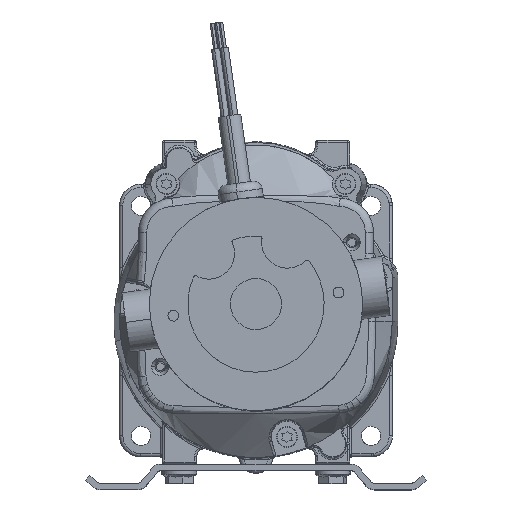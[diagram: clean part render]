
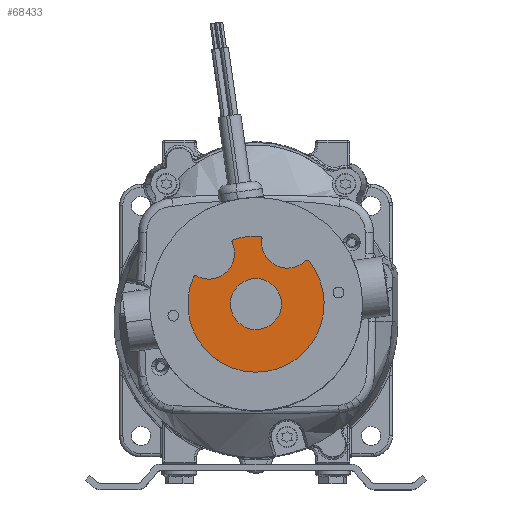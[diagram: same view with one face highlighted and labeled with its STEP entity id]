
A CAD part, top view. The second image highlights one B-rep face of the part: STEP entity #68433.
In plain terms, the highlighted planar face has unit normal (0, 0, 1).
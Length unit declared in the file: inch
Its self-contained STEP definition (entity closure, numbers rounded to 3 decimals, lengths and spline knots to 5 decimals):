
#494 = VERTEX_POINT ( 'NONE', #18106 ) ;
#599 = DIRECTION ( 'NONE',  ( 0., 0., 1. ) ) ;
#2225 = EDGE_CURVE ( 'NONE', #23412, #49947, #75653, .T. ) ;
#2424 = VERTEX_POINT ( 'NONE', #54680 ) ;
#2982 = CIRCLE ( 'NONE', #36837, 1. ) ;
#4471 = CARTESIAN_POINT ( 'NONE',  ( -0.90224, 0.44873, 4.48 ) ) ;
#4811 = EDGE_CURVE ( 'NONE', #43027, #33703, #16845, .T. ) ;
#5563 = DIRECTION ( 'NONE',  ( -0.139, 0.99, 0. ) ) ;
#5718 = EDGE_CURVE ( 'NONE', #2424, #7409, #54137, .T. ) ;
#6045 = FACE_BOUND ( 'NONE', #34055, .T. ) ;
#6258 = DIRECTION ( 'NONE',  ( -0.139, 0.99, 0. ) ) ;
#6536 = AXIS2_PLACEMENT_3D ( 'NONE', #88257, #62392, #72419 ) ;
#7106 = VERTEX_POINT ( 'NONE', #22868 ) ;
#7340 = CARTESIAN_POINT ( 'NONE',  ( -0.64782, 0.40149, 4.48 ) ) ;
#7409 = VERTEX_POINT ( 'NONE', #50829 ) ;
#8365 = AXIS2_PLACEMENT_3D ( 'NONE', #86104, #101457, #6258 ) ;
#8493 = AXIS2_PLACEMENT_3D ( 'NONE', #87496, #22512, #5563 ) ;
#8972 = DIRECTION ( 'NONE',  ( 0., 0., -1. ) ) ;
#9348 = DIRECTION ( 'NONE',  ( 0., 0., 1. ) ) ;
#9617 = DIRECTION ( 'NONE',  ( 0.139, -0.99, 0. ) ) ;
#10938 = ORIENTED_EDGE ( 'NONE', *, *, #88983, .T. ) ;
#11472 = VERTEX_POINT ( 'NONE', #95303 ) ;
#11614 = CIRCLE ( 'NONE', #6536, 0.375 ) ;
#12731 = CARTESIAN_POINT ( 'NONE',  ( 0.50523, 0.56335, 4.48 ) ) ;
#13293 = ORIENTED_EDGE ( 'NONE', *, *, #18662, .F. ) ;
#13593 = DIRECTION ( 'NONE',  ( -0.139, 0.99, 0. ) ) ;
#14143 = EDGE_CURVE ( 'NONE', #494, #80889, #17902, .T. ) ;
#15875 = DIRECTION ( 'NONE',  ( 0.139, -0.99, 0. ) ) ;
#16845 = CIRCLE ( 'NONE', #8365, 0.03 ) ;
#17058 = AXIS2_PLACEMENT_3D ( 'NONE', #40840, #599, #9617 ) ;
#17902 = CIRCLE ( 'NONE', #77024, 1. ) ;
#18106 = CARTESIAN_POINT ( 'NONE',  ( 0.13081, -0.95732, 4.48 ) ) ;
#18662 = EDGE_CURVE ( 'NONE', #39781, #494, #68947, .T. ) ;
#19436 = DIRECTION ( 'NONE',  ( 0.139, -0.99, 0. ) ) ;
#19498 = EDGE_CURVE ( 'NONE', #11472, #72338, #53185, .T. ) ;
#21399 = ORIENTED_EDGE ( 'NONE', *, *, #29124, .T. ) ;
#21455 = FACE_OUTER_BOUND ( 'NONE', #39252, .T. ) ;
#22045 = EDGE_CURVE ( 'NONE', #36921, #43027, #84816, .T. ) ;
#22512 = DIRECTION ( 'NONE',  ( 0., 0., 1. ) ) ;
#22868 = CARTESIAN_POINT ( 'NONE',  ( -0.34092, 0.97599, 4.48 ) ) ;
#22886 = CARTESIAN_POINT ( 'NONE',  ( -0.00821, 0.03297, 4.48 ) ) ;
#23412 = VERTEX_POINT ( 'NONE', #65399 ) ;
#24601 = EDGE_CURVE ( 'NONE', #25695, #36921, #82164, .T. ) ;
#24888 = AXIS2_PLACEMENT_3D ( 'NONE', #73889, #9348, #58549 ) ;
#25695 = VERTEX_POINT ( 'NONE', #66813 ) ;
#26615 = CIRCLE ( 'NONE', #24888, 0.03 ) ;
#26679 = EDGE_CURVE ( 'NONE', #7106, #33703, #2982, .T. ) ;
#29124 = EDGE_CURVE ( 'NONE', #39781, #25695, #64387, .T. ) ;
#32535 = EDGE_CURVE ( 'NONE', #49947, #11472, #85462, .T. ) ;
#33385 = CARTESIAN_POINT ( 'NONE',  ( -0.92559, 0.43096, 4.48 ) ) ;
#33703 = VERTEX_POINT ( 'NONE', #74559 ) ;
#34055 = EDGE_LOOP ( 'NONE', ( #10938, #58457 ) ) ;
#35737 = DIRECTION ( 'NONE',  ( 0., 0., -1. ) ) ;
#36040 = ORIENTED_EDGE ( 'NONE', *, *, #24601, .T. ) ;
#36837 = AXIS2_PLACEMENT_3D ( 'NONE', #22886, #38735, #39257 ) ;
#36921 = VERTEX_POINT ( 'NONE', #12731 ) ;
#37002 = DIRECTION ( 'NONE',  ( 0., 0., -1. ) ) ;
#38233 = ORIENTED_EDGE ( 'NONE', *, *, #98584, .T. ) ;
#38735 = DIRECTION ( 'NONE',  ( 0., 0., -1. ) ) ;
#38950 = DIRECTION ( 'NONE',  ( 0., 0., 1. ) ) ;
#39252 = EDGE_LOOP ( 'NONE', ( #54051, #54487, #46669, #76744, #13293, #21399, #36040, #75755, #76625, #70125, #38233, #88568 ) ) ;
#39257 = DIRECTION ( 'NONE',  ( 0.139, -0.99, 0. ) ) ;
#39781 = VERTEX_POINT ( 'NONE', #96598 ) ;
#40840 = CARTESIAN_POINT ( 'NONE',  ( 0.74098, 0.6491, 4.48 ) ) ;
#43027 = VERTEX_POINT ( 'NONE', #75644 ) ;
#44006 = CIRCLE ( 'NONE', #8493, 0.03 ) ;
#44935 = AXIS2_PLACEMENT_3D ( 'NONE', #64003, #8972, #15875 ) ;
#46669 = ORIENTED_EDGE ( 'NONE', *, *, #57490, .T. ) ;
#46969 = AXIS2_PLACEMENT_3D ( 'NONE', #51043, #92791, #52640 ) ;
#49947 = VERTEX_POINT ( 'NONE', #7340 ) ;
#50537 = CARTESIAN_POINT ( 'NONE',  ( -0.00821, 0.03297, 4.48 ) ) ;
#50829 = CARTESIAN_POINT ( 'NONE',  ( 0.04392, -0.33839, 4.48 ) ) ;
#51043 = CARTESIAN_POINT ( 'NONE',  ( -0.00821, 0.03297, 4.48 ) ) ;
#52640 = DIRECTION ( 'NONE',  ( 0.139, -0.99, 0. ) ) ;
#53185 = CIRCLE ( 'NONE', #91966, 0.03 ) ;
#54051 = ORIENTED_EDGE ( 'NONE', *, *, #32535, .T. ) ;
#54137 = CIRCLE ( 'NONE', #76110, 0.375 ) ;
#54487 = ORIENTED_EDGE ( 'NONE', *, *, #19498, .T. ) ;
#54680 = CARTESIAN_POINT ( 'NONE',  ( -0.06033, 0.40433, 4.48 ) ) ;
#57490 = EDGE_CURVE ( 'NONE', #72338, #80889, #44006, .T. ) ;
#58457 = ORIENTED_EDGE ( 'NONE', *, *, #5718, .T. ) ;
#58549 = DIRECTION ( 'NONE',  ( 0.139, -0.99, 0. ) ) ;
#59637 = CARTESIAN_POINT ( 'NONE',  ( -0.70031, 0.77541, 4.48 ) ) ;
#60299 = CARTESIAN_POINT ( 'NONE',  ( 0.45274, 0.93726, 4.48 ) ) ;
#60612 = PLANE ( 'NONE',  #99989 ) ;
#61137 = CARTESIAN_POINT ( 'NONE',  ( -0.00821, 0.03297, 4.48 ) ) ;
#61640 = DIRECTION ( 'NONE',  ( 0., 0., -1. ) ) ;
#62392 = DIRECTION ( 'NONE',  ( 0., 0., -1. ) ) ;
#64003 = CARTESIAN_POINT ( 'NONE',  ( -0.70031, 0.77541, 4.48 ) ) ;
#64387 = CIRCLE ( 'NONE', #17058, 0.03 ) ;
#65399 = CARTESIAN_POINT ( 'NONE',  ( -0.35813, 0.93502, 4.48 ) ) ;
#66813 = CARTESIAN_POINT ( 'NONE',  ( 0.71977, 0.67031, 4.48 ) ) ;
#68140 = DIRECTION ( 'NONE',  ( 0.139, -0.99, 0. ) ) ;
#68433 = ADVANCED_FACE ( 'NONE', ( #6045, #21455 ), #60612, .T. ) ;
#68947 = CIRCLE ( 'NONE', #46969, 1. ) ;
#69069 = DIRECTION ( 'NONE',  ( 0.139, -0.99, 0. ) ) ;
#70125 = ORIENTED_EDGE ( 'NONE', *, *, #26679, .F. ) ;
#72338 = VERTEX_POINT ( 'NONE', #4471 ) ;
#72419 = DIRECTION ( 'NONE',  ( 0.139, -0.99, 0. ) ) ;
#73889 = CARTESIAN_POINT ( 'NONE',  ( -0.33094, 0.9477, 4.48 ) ) ;
#74559 = CARTESIAN_POINT ( 'NONE',  ( 0.05202, 1.03115, 4.48 ) ) ;
#75644 = CARTESIAN_POINT ( 'NONE',  ( 0.07984, 0.9965, 4.48 ) ) ;
#75653 = CIRCLE ( 'NONE', #89146, 0.37758 ) ;
#75755 = ORIENTED_EDGE ( 'NONE', *, *, #22045, .T. ) ;
#76110 = AXIS2_PLACEMENT_3D ( 'NONE', #50537, #35737, #99687 ) ;
#76625 = ORIENTED_EDGE ( 'NONE', *, *, #4811, .T. ) ;
#76744 = ORIENTED_EDGE ( 'NONE', *, *, #14143, .F. ) ;
#77024 = AXIS2_PLACEMENT_3D ( 'NONE', #61137, #61640, #69069 ) ;
#78009 = DIRECTION ( 'NONE',  ( 0.139, -0.99, 0. ) ) ;
#78512 = DIRECTION ( 'NONE',  ( 0., 0., 1. ) ) ;
#80889 = VERTEX_POINT ( 'NONE', #33385 ) ;
#82164 = CIRCLE ( 'NONE', #83823, 0.37758 ) ;
#83823 = AXIS2_PLACEMENT_3D ( 'NONE', #92442, #91401, #68140 ) ;
#84816 = CIRCLE ( 'NONE', #93288, 0.37758 ) ;
#85462 = CIRCLE ( 'NONE', #44935, 0.37758 ) ;
#85911 = CARTESIAN_POINT ( 'NONE',  ( -1.24256, -1.60452, 4.48 ) ) ;
#86012 = CARTESIAN_POINT ( 'NONE',  ( -0.89807, 0.41902, 4.48 ) ) ;
#86104 = CARTESIAN_POINT ( 'NONE',  ( 0.05021, 1.00121, 4.48 ) ) ;
#87496 = CARTESIAN_POINT ( 'NONE',  ( -0.89807, 0.41902, 4.48 ) ) ;
#88257 = CARTESIAN_POINT ( 'NONE',  ( -0.00821, 0.03297, 4.48 ) ) ;
#88568 = ORIENTED_EDGE ( 'NONE', *, *, #2225, .T. ) ;
#88983 = EDGE_CURVE ( 'NONE', #7409, #2424, #11614, .T. ) ;
#89146 = AXIS2_PLACEMENT_3D ( 'NONE', #59637, #91870, #19436 ) ;
#91401 = DIRECTION ( 'NONE',  ( 0., 0., -1. ) ) ;
#91870 = DIRECTION ( 'NONE',  ( 0., 0., -1. ) ) ;
#91966 = AXIS2_PLACEMENT_3D ( 'NONE', #86012, #38950, #13593 ) ;
#92442 = CARTESIAN_POINT ( 'NONE',  ( 0.45274, 0.93726, 4.48 ) ) ;
#92791 = DIRECTION ( 'NONE',  ( 0., 0., -1. ) ) ;
#93288 = AXIS2_PLACEMENT_3D ( 'NONE', #60299, #37002, #101483 ) ;
#95303 = CARTESIAN_POINT ( 'NONE',  ( -0.88352, 0.44525, 4.48 ) ) ;
#96598 = CARTESIAN_POINT ( 'NONE',  ( 0.76415, 0.66816, 4.48 ) ) ;
#98584 = EDGE_CURVE ( 'NONE', #7106, #23412, #26615, .T. ) ;
#99687 = DIRECTION ( 'NONE',  ( 0.139, -0.99, 0. ) ) ;
#99989 = AXIS2_PLACEMENT_3D ( 'NONE', #85911, #78512, #78009 ) ;
#101457 = DIRECTION ( 'NONE',  ( 0., 0., 1. ) ) ;
#101483 = DIRECTION ( 'NONE',  ( 0.139, -0.99, 0. ) ) ;
